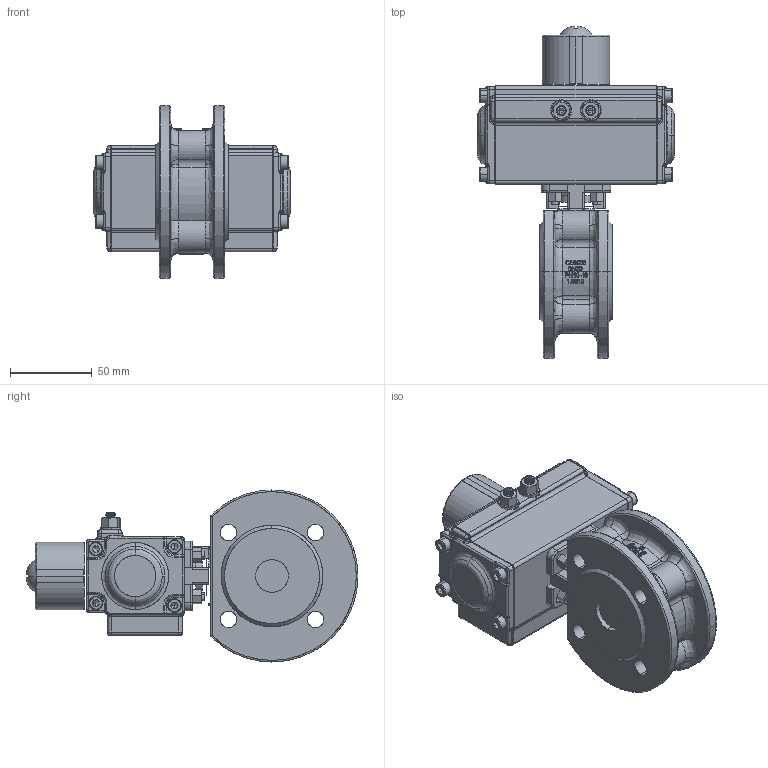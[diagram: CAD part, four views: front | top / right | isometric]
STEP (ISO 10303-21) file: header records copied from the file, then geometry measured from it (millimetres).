
FILE_DESCRIPTION (( 'STEP AP203' ), '1' );
FILE_NAME ('PK06_DN20 (PK06000004).STEP', '2022-05-02T08:09:23', ( '' ), ( '' ), 'SwSTEP 2.0', 'SolidWorks 2021', '' );
FILE_SCHEMA (( 'CONFIG_CONTROL_DESIGN' ));
Length unit declared in the file: metre
Products named in the file (1): PK06_DN20 (PK06000004)
Bounding box: 120 x 202.65 x 105 mm (x, y, z)
Surface area: 92187.8 mm2 (no closed solid volume)
Topology: 0 solids, 837 shells, 1013 faces, 5104 edges, 4824 vertices
Faces by surface type: cylinder 356, bspline 303, plane 263, cone 89, sphere 2
Entity records: 89220 total; most frequent: CARTESIAN_POINT 53559, DIRECTION 6303, ORIENTED_EDGE 5349, EDGE_CURVE 5040, VERTEX_POINT 4824, AXIS2_PLACEMENT_3D 2266, VECTOR 1771, LINE 1771
